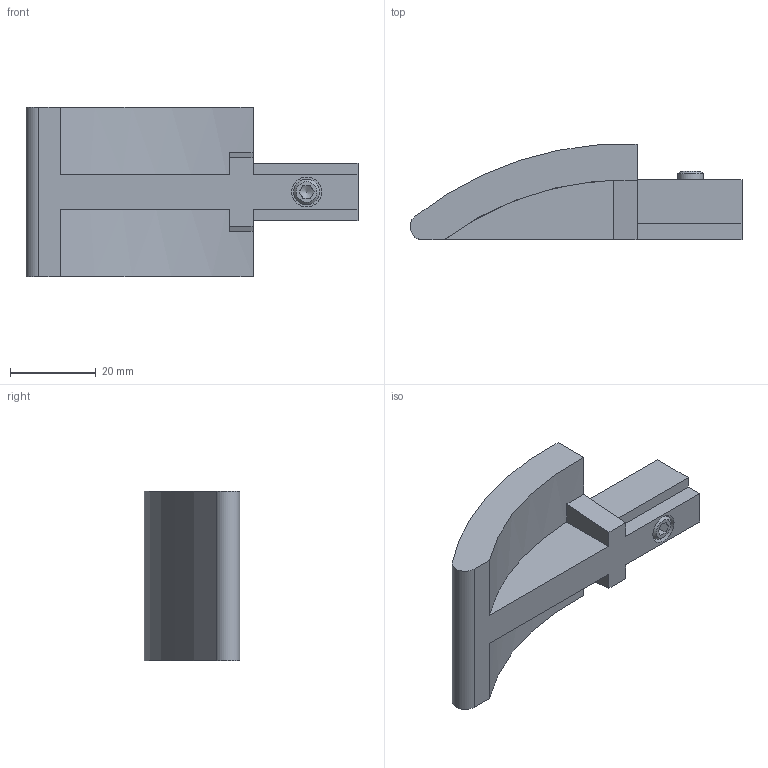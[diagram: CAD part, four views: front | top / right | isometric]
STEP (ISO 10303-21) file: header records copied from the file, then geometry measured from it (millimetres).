
FILE_DESCRIPTION((''),'2;1');
FILE_NAME('224516.ipt.stp','2010-09-05T12:30:44',(''),(''),'Autodesk Inventor 2010','Autodesk Inventor 2010','');
FILE_SCHEMA(('AUTOMOTIVE_DESIGN { 1 0 10303 214 1 1 1 1 }'));
Length unit declared in the file: millimetre
Products named in the file (1): 224516
Bounding box: 77.49 x 22.3 x 39.5 mm (x, y, z)
Volume: 26427.1 mm3; surface area: 9657.2 mm2
Topology: 3 solids, 3 shells, 57 faces, 148 edges, 94 vertices
Faces by surface type: plane 44, cone 7, cylinder 4, bspline 2
Full cylindrical faces by diameter (mm): 6 x1
Entity records: 1769 total; most frequent: CARTESIAN_POINT 356, ORIENTED_EDGE 272, DIRECTION 250, EDGE_CURVE 136, VECTOR 98, LINE 98, VERTEX_POINT 92, AXIS2_PLACEMENT_3D 76
